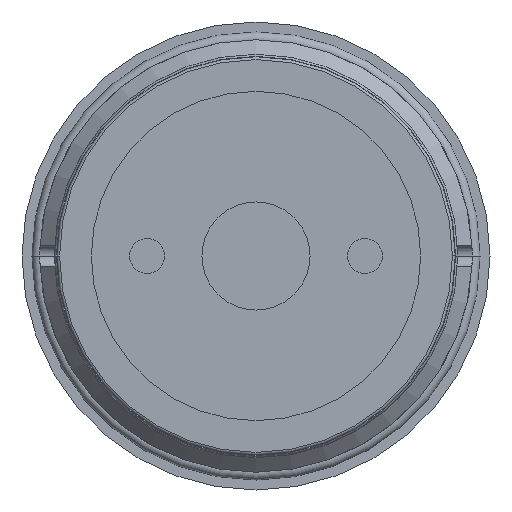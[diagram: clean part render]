
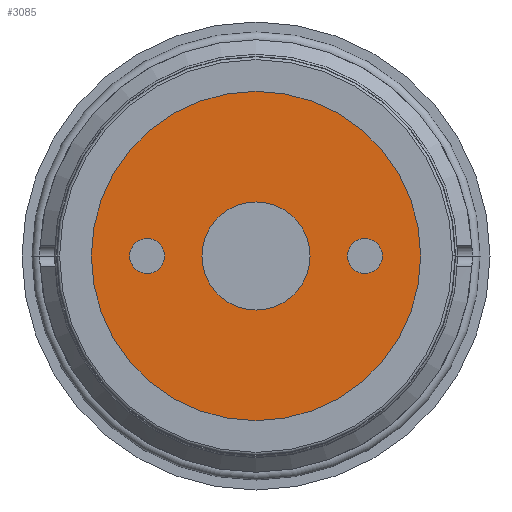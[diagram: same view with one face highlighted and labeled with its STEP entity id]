
A CAD part, front view. The second image highlights one B-rep face of the part: STEP entity #3085.
In plain terms, the highlighted face is planar.
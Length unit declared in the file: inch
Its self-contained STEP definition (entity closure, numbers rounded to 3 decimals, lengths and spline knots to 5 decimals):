
#2661=CARTESIAN_POINT('',(0.,0.,0.));
#2662=DIRECTION('',(-1.,0.,0.));
#2663=DIRECTION('',(0.,1.,0.));
#2664=AXIS2_PLACEMENT_3D('',#2661,#2662,#2663);
#2670=CARTESIAN_POINT('',(0.,0.,0.));
#2671=DIRECTION('',(-1.,0.,0.));
#2672=DIRECTION('',(0.,-1.,0.));
#2673=AXIS2_PLACEMENT_3D('',#2670,#2671,#2672);
#2678=CARTESIAN_POINT('',(0.,-0.785,0.));
#2679=DIRECTION('',(-1.,0.,0.));
#2680=DIRECTION('',(0.,1.,0.));
#2681=AXIS2_PLACEMENT_3D('',#2678,#2679,#2680);
#2686=CARTESIAN_POINT('',(0.,-0.785,0.));
#2687=DIRECTION('',(-1.,0.,0.));
#2688=DIRECTION('',(0.,-1.,0.));
#2689=AXIS2_PLACEMENT_3D('',#2686,#2687,#2688);
#2694=CARTESIAN_POINT('',(0.,0.785,0.));
#2695=DIRECTION('',(-1.,0.,0.));
#2696=DIRECTION('',(0.,-1.,0.));
#2697=AXIS2_PLACEMENT_3D('',#2694,#2695,#2696);
#2702=CARTESIAN_POINT('',(0.,0.785,0.));
#2703=DIRECTION('',(-1.,0.,0.));
#2704=DIRECTION('',(0.,1.,0.));
#2705=AXIS2_PLACEMENT_3D('',#2702,#2703,#2704);
#2724=CARTESIAN_POINT('',(0.,0.,0.));
#2725=DIRECTION('',(1.,0.,0.));
#2726=DIRECTION('',(0.,-1.,0.));
#2727=AXIS2_PLACEMENT_3D('',#2724,#2725,#2726);
#2732=CARTESIAN_POINT('',(0.,0.,0.));
#2733=DIRECTION('',(-1.,0.,0.));
#2734=DIRECTION('',(0.,-1.,0.));
#2735=AXIS2_PLACEMENT_3D('',#2732,#2733,#2734);
#3000=CARTESIAN_POINT('',(0.,-1.1875,0.));
#3002=VERTEX_POINT('',#3000);
#3004=CARTESIAN_POINT('',(0.,1.1875,0.));
#3006=VERTEX_POINT('',#3004);
#3024=CARTESIAN_POINT('',(0.,0.39,0.));
#3025=CARTESIAN_POINT('',(0.,-0.39,0.));
#3026=VERTEX_POINT('',#3024);
#3027=VERTEX_POINT('',#3025);
#3044=CARTESIAN_POINT('',(0.,-0.659,0.));
#3045=CARTESIAN_POINT('',(0.,-0.911,0.));
#3046=VERTEX_POINT('',#3044);
#3047=VERTEX_POINT('',#3045);
#3052=CARTESIAN_POINT('',(0.,0.659,0.));
#3053=CARTESIAN_POINT('',(0.,0.911,0.));
#3054=VERTEX_POINT('',#3052);
#3055=VERTEX_POINT('',#3053);
#3056=CARTESIAN_POINT('',(0.,0.,0.));
#3057=DIRECTION('',(-1.,0.,0.));
#3058=DIRECTION('',(0.,1.,0.));
#3059=AXIS2_PLACEMENT_3D('',#3056,#3057,#3058);
#3060=PLANE('',#3059);
#3062=ORIENTED_EDGE('',*,*,#3061,.T.);
#3064=ORIENTED_EDGE('',*,*,#3063,.F.);
#3065=EDGE_LOOP('',(#3062,#3064));
#3066=FACE_OUTER_BOUND('',#3065,.F.);
#3068=ORIENTED_EDGE('',*,*,#3067,.T.);
#3070=ORIENTED_EDGE('',*,*,#3069,.T.);
#3071=EDGE_LOOP('',(#3068,#3070));
#3072=FACE_BOUND('',#3071,.F.);
#3074=ORIENTED_EDGE('',*,*,#3073,.T.);
#3076=ORIENTED_EDGE('',*,*,#3075,.T.);
#3077=EDGE_LOOP('',(#3074,#3076));
#3078=FACE_BOUND('',#3077,.F.);
#3080=ORIENTED_EDGE('',*,*,#3079,.T.);
#3082=ORIENTED_EDGE('',*,*,#3081,.T.);
#3083=EDGE_LOOP('',(#3080,#3082));
#3084=FACE_BOUND('',#3083,.F.);
#2665=CIRCLE('',#2664,0.39);
#2674=CIRCLE('',#2673,0.39);
#2682=CIRCLE('',#2681,0.126);
#2690=CIRCLE('',#2689,0.126);
#2698=CIRCLE('',#2697,0.126);
#2706=CIRCLE('',#2705,0.126);
#2728=CIRCLE('',#2727,1.1875);
#2736=CIRCLE('',#2735,1.1875);
#3061=EDGE_CURVE('',#3002,#3006,#2728,.T.);
#3063=EDGE_CURVE('',#3002,#3006,#2736,.T.);
#3067=EDGE_CURVE('',#3026,#3027,#2665,.T.);
#3069=EDGE_CURVE('',#3027,#3026,#2674,.T.);
#3073=EDGE_CURVE('',#3046,#3047,#2682,.T.);
#3075=EDGE_CURVE('',#3047,#3046,#2690,.T.);
#3079=EDGE_CURVE('',#3054,#3055,#2698,.T.);
#3081=EDGE_CURVE('',#3055,#3054,#2706,.T.);
#3085=ADVANCED_FACE('',(#3066,#3072,#3078,#3084),#3060,.T.);
